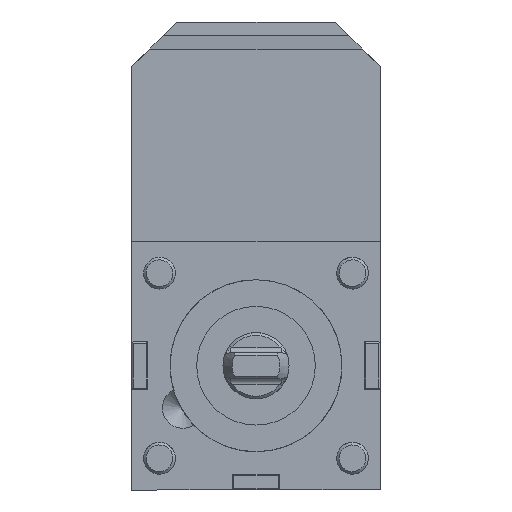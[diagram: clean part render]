
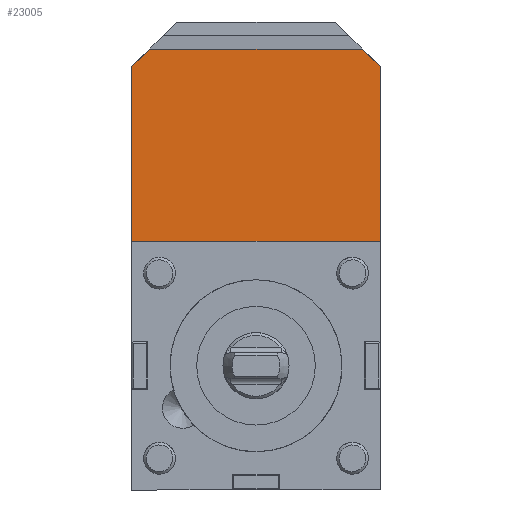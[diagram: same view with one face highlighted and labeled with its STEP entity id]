
A CAD part, front view. The second image highlights one B-rep face of the part: STEP entity #23005.
In plain terms, the highlighted planar face has unit normal (0, -1, 0).
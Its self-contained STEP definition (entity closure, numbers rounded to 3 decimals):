
#346 = VECTOR ( 'NONE', #13170, 1000. ) ;
#348 = CARTESIAN_POINT ( 'NONE',  ( 47., 0.5, 113. ) ) ;
#431 = CARTESIAN_POINT ( 'NONE',  ( -47., 0.5, 113. ) ) ;
#441 = CARTESIAN_POINT ( 'NONE',  ( -47., 0.5, 113. ) ) ;
#669 = CARTESIAN_POINT ( 'NONE',  ( -47., 0.5, 47. ) ) ;
#2038 = FACE_OUTER_BOUND ( 'NONE', #26115, .T. ) ;
#2175 = CARTESIAN_POINT ( 'NONE',  ( 47., 0.5, 119.775 ) ) ;
#2952 = LINE ( 'NONE', #13138, #25901 ) ;
#3264 = AXIS2_PLACEMENT_3D ( 'NONE', #24640, #22159, #7045 ) ;
#4739 = VERTEX_POINT ( 'NONE', #6282 ) ;
#5009 = DIRECTION ( 'NONE',  ( -1., 0., 0. ) ) ;
#5827 = VERTEX_POINT ( 'NONE', #348 ) ;
#6282 = CARTESIAN_POINT ( 'NONE',  ( -47., 0.5, 47. ) ) ;
#6370 = CARTESIAN_POINT ( 'NONE',  ( -40.225, 0.5, 119.775 ) ) ;
#6485 = VERTEX_POINT ( 'NONE', #441 ) ;
#7045 = DIRECTION ( 'NONE',  ( 0., 0., 1. ) ) ;
#7273 = VERTEX_POINT ( 'NONE', #25864 ) ;
#7639 = VERTEX_POINT ( 'NONE', #6370 ) ;
#7801 = ORIENTED_EDGE ( 'NONE', *, *, #18196, .T. ) ;
#8548 = LINE ( 'NONE', #23176, #24588 ) ;
#8798 = EDGE_CURVE ( 'NONE', #7273, #7639, #24964, .T. ) ;
#9558 = CARTESIAN_POINT ( 'NONE',  ( 47., 0.5, 47. ) ) ;
#10504 = ORIENTED_EDGE ( 'NONE', *, *, #29269, .T. ) ;
#10766 = VERTEX_POINT ( 'NONE', #9558 ) ;
#10936 = DIRECTION ( 'NONE',  ( -0.707, 0., 0.707 ) ) ;
#11900 = CARTESIAN_POINT ( 'NONE',  ( 47., 0.5, 47. ) ) ;
#13138 = CARTESIAN_POINT ( 'NONE',  ( 47., 0.5, 113. ) ) ;
#13170 = DIRECTION ( 'NONE',  ( 0., 0., -1. ) ) ;
#14247 = DIRECTION ( 'NONE',  ( 0., 0., 1. ) ) ;
#15654 = ORIENTED_EDGE ( 'NONE', *, *, #29362, .T. ) ;
#15965 = LINE ( 'NONE', #669, #346 ) ;
#17465 = EDGE_CURVE ( 'NONE', #6485, #4739, #15965, .T. ) ;
#18196 = EDGE_CURVE ( 'NONE', #7639, #6485, #25682, .T. ) ;
#18682 = EDGE_CURVE ( 'NONE', #5827, #7273, #2952, .T. ) ;
#19941 = ORIENTED_EDGE ( 'NONE', *, *, #17465, .T. ) ;
#20835 = ORIENTED_EDGE ( 'NONE', *, *, #8798, .T. ) ;
#21542 = LINE ( 'NONE', #11900, #22538 ) ;
#21990 = PLANE ( 'NONE',  #3264 ) ;
#22159 = DIRECTION ( 'NONE',  ( 0., -1., 0. ) ) ;
#22538 = VECTOR ( 'NONE', #14247, 1000. ) ;
#23005 = ADVANCED_FACE ( 'Defeature completata1_152', ( #2038 ), #21990, .T. ) ;
#23117 = ORIENTED_EDGE ( 'NONE', *, *, #18682, .T. ) ;
#23176 = CARTESIAN_POINT ( 'NONE',  ( -47., 0.5, 47. ) ) ;
#24588 = VECTOR ( 'NONE', #25824, 1000. ) ;
#24640 = CARTESIAN_POINT ( 'NONE',  ( 0., 0.5, 0. ) ) ;
#24788 = VECTOR ( 'NONE', #5009, 1000. ) ;
#24964 = LINE ( 'NONE', #2175, #24788 ) ;
#25682 = LINE ( 'NONE', #431, #28540 ) ;
#25824 = DIRECTION ( 'NONE',  ( 1., 0., 0. ) ) ;
#25864 = CARTESIAN_POINT ( 'NONE',  ( 40.225, 0.5, 119.775 ) ) ;
#25901 = VECTOR ( 'NONE', #10936, 1000. ) ;
#26115 = EDGE_LOOP ( 'NONE', ( #7801, #19941, #15654, #10504, #23117, #20835 ) ) ;
#28365 = DIRECTION ( 'NONE',  ( -0.707, 0., -0.707 ) ) ;
#28540 = VECTOR ( 'NONE', #28365, 1000. ) ;
#29269 = EDGE_CURVE ( 'NONE', #10766, #5827, #21542, .T. ) ;
#29362 = EDGE_CURVE ( 'NONE', #4739, #10766, #8548, .T. ) ;
